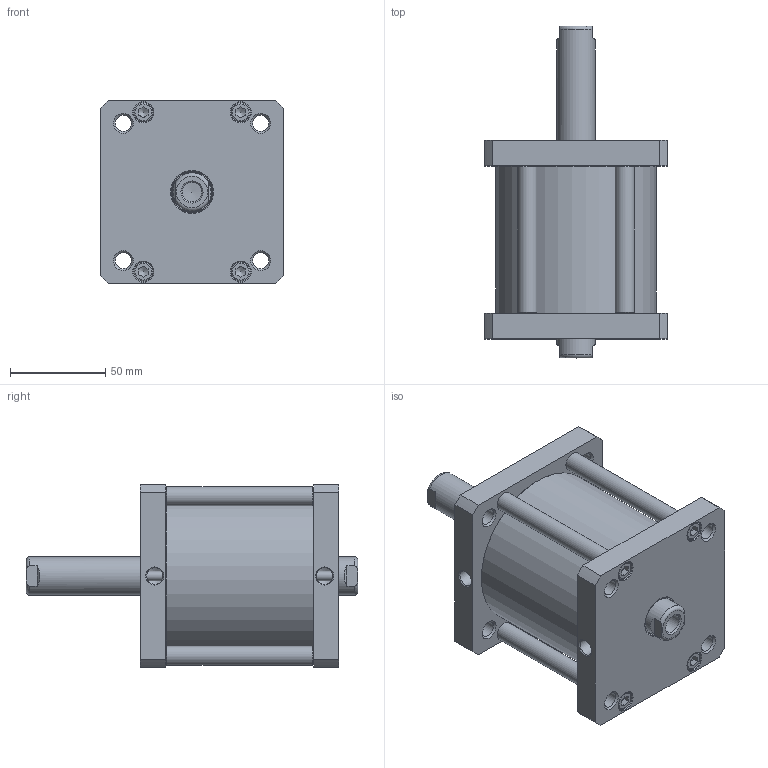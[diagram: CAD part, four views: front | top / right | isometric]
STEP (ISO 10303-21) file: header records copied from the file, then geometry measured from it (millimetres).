
FILE_DESCRIPTION((''),'2;1');
FILE_NAME('XDMP080.050.GS.F.stp','2014-03-24T14:23:28',('carlo.corazza'),(''),'Autodesk Inventor 2012','Autodesk Inventor 2012','');
FILE_SCHEMA(('AUTOMOTIVE_DESIGN { 1 0 10303 214 1 1 1 1 }'));
Length unit declared in the file: millimetre
Products named in the file (6): XDMP080..GS.F; CORPO-050; STELO-050; TA; TIRANTE-050
Assembly tree (9 placements, depth 2):
  XDMP080..GS.F
    CORPO-050
    STELO-050  x2
    TA
    TA
    TIRANTE-050  x4
Bounding box: 96 x 174 x 96 mm (x, y, z)
Volume: 334051.3 mm3; surface area: 123928.1 mm2
Topology: 9 solids, 19 shells, 302 faces, 662 edges, 408 vertices
Faces by surface type: plane 112, cone 100, cylinder 74, torus 16
Full cylindrical faces by diameter (mm): 4.917 x8, 5 x2, 6.9 x8, 8.376 x10, 8.566 x2, 10 x12, 10.106 x2, 10.5 x8, 20 x2, 20.6 x2, 21.9 x2, 23 x2, 24.8 x2, 25 x2, 80 x1, 84 x1
Entity records: 6728 total; most frequent: CARTESIAN_POINT 1259, DIRECTION 1090, ORIENTED_EDGE 782, AXIS2_PLACEMENT_3D 478, EDGE_LOOP 464, EDGE_CURVE 391, VERTEX_POINT 323, STYLED_ITEM 265
